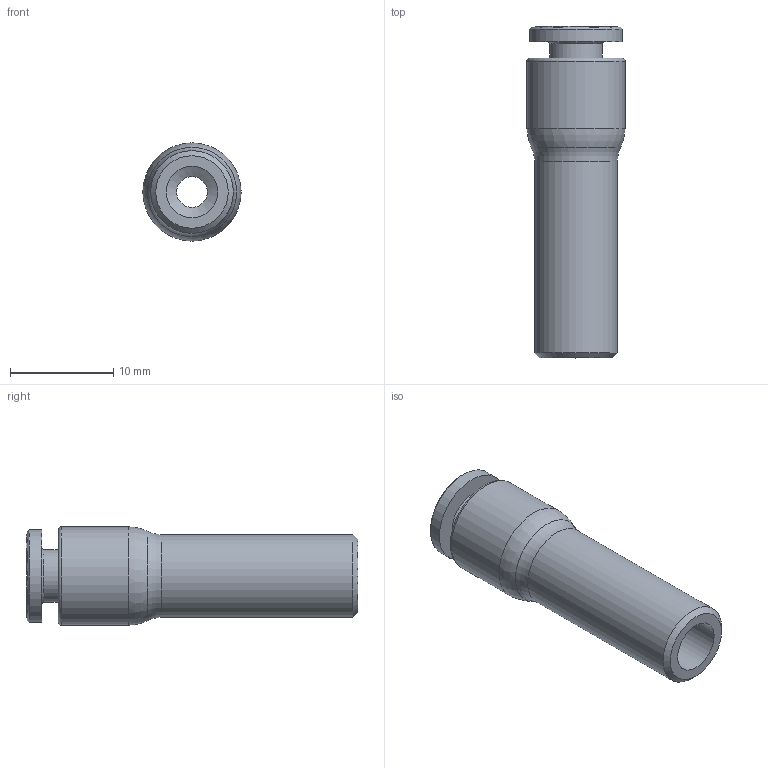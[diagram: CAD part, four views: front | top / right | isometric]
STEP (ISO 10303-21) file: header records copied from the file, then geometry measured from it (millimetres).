
FILE_DESCRIPTION(/* description */ ('STEP AP214'),/* implementation_level */ '2;1');
FILE_NAME(/* name */ 'B0161040',/* time_stamp */ '2023-03-30T09:21:40+02:00',/* author */ ('License CC BY-ND 4.0'),/* organization */ ('CADENAS'),/* preprocessor_version */ 'ST-DEVELOPER v19.3',/* originating_system */ 'PARTsolutions',/* authorisation */ ' ');
FILE_SCHEMA (('AUTOMOTIVE_DESIGN {1 0 10303 214 3 1 1}'));
Length unit declared in the file: millimetre
Products named in the file (1): B0161040
Bounding box: 9.5 x 32.1 x 9.5 mm (x, y, z)
Volume: 1221.4 mm3; surface area: 1472.2 mm2
Topology: 1 solids, 1 shells, 184 faces, 478 edges, 317 vertices
Faces by surface type: plane 107, bspline 62, cylinder 7, cone 5, torus 3
Full cylindrical faces by diameter (mm): 3 x1, 4.15 x1, 5 x1, 5.05 x1, 8 x1, 9 x1, 9.5 x1
Entity records: 8840 total; most frequent: CARTESIAN_POINT 4793, ORIENTED_EDGE 916, DIRECTION 600, EDGE_CURVE 458, LINE 314, VECTOR 314, VERTEX_POINT 312, EDGE_LOOP 222
